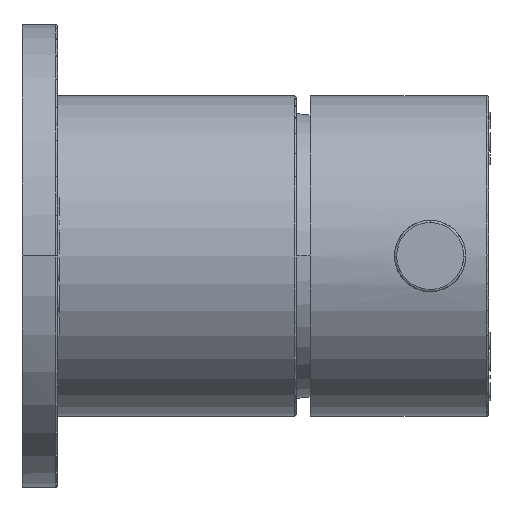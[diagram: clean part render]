
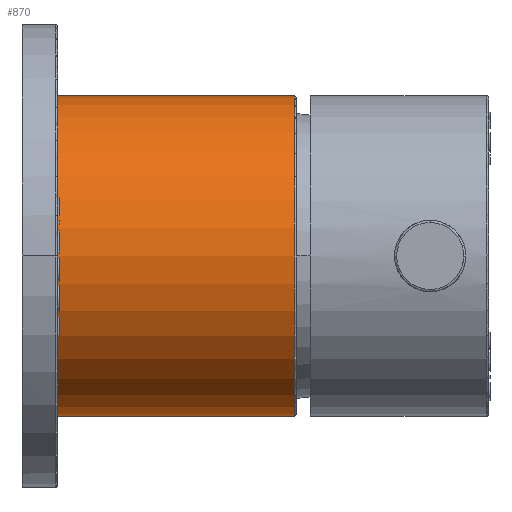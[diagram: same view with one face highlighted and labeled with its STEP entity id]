
A CAD part, left-side view. The second image highlights one B-rep face of the part: STEP entity #870.
In plain terms, the highlighted cylindrical face has radius 22.5 mm (diameter 45 mm), a partial arc.
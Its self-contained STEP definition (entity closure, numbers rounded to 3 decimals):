
#436=CARTESIAN_POINT('',(0.,-32.2,0.));
#437=DIRECTION('',(0.,1.,0.));
#438=DIRECTION('',(0.,0.,-1.));
#439=AXIS2_PLACEMENT_3D('',#436,#437,#438);
#456=DIRECTION('',(0.,1.,0.));
#457=VECTOR('',#456,38.2);
#458=CARTESIAN_POINT('',(0.,-32.2,22.5));
#459=LINE('',#458,#457);
#460=DIRECTION('',(0.,1.,0.));
#461=VECTOR('',#460,38.2);
#462=CARTESIAN_POINT('',(0.,-32.2,-22.5));
#463=LINE('',#462,#461);
#469=CARTESIAN_POINT('',(0.,6.,0.));
#470=DIRECTION('',(0.,-1.,0.));
#471=DIRECTION('',(0.,0.,1.));
#472=AXIS2_PLACEMENT_3D('',#469,#470,#471);
#523=CARTESIAN_POINT('',(0.,-32.2,-22.5));
#524=VERTEX_POINT('',#523);
#525=CARTESIAN_POINT('',(0.,-32.2,22.5));
#526=VERTEX_POINT('',#525);
#527=CARTESIAN_POINT('',(0.,6.,22.5));
#528=VERTEX_POINT('',#527);
#529=CARTESIAN_POINT('',(0.,6.,-22.5));
#530=VERTEX_POINT('',#529);
#858=CARTESIAN_POINT('',(0.,6.,0.));
#859=DIRECTION('',(0.,1.,0.));
#860=DIRECTION('',(0.,0.,1.));
#861=AXIS2_PLACEMENT_3D('',#858,#859,#860);
#862=CYLINDRICAL_SURFACE('',#861,22.5);
#863=ORIENTED_EDGE('',*,*,#822,.F.);
#864=ORIENTED_EDGE('',*,*,#853,.T.);
#866=ORIENTED_EDGE('',*,*,#865,.F.);
#867=ORIENTED_EDGE('',*,*,#849,.F.);
#868=EDGE_LOOP('',(#863,#864,#866,#867));
#869=FACE_OUTER_BOUND('',#868,.F.);
#870=ADVANCED_FACE('',(#869),#862,.T.);
#440=CIRCLE('',#439,22.5);
#473=CIRCLE('',#472,22.5);
#822=EDGE_CURVE('',#524,#526,#440,.T.);
#849=EDGE_CURVE('',#526,#528,#459,.T.);
#853=EDGE_CURVE('',#524,#530,#463,.T.);
#865=EDGE_CURVE('',#528,#530,#473,.T.);
